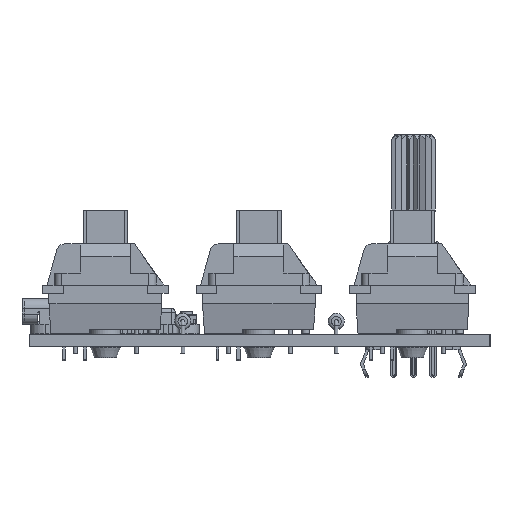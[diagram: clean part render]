
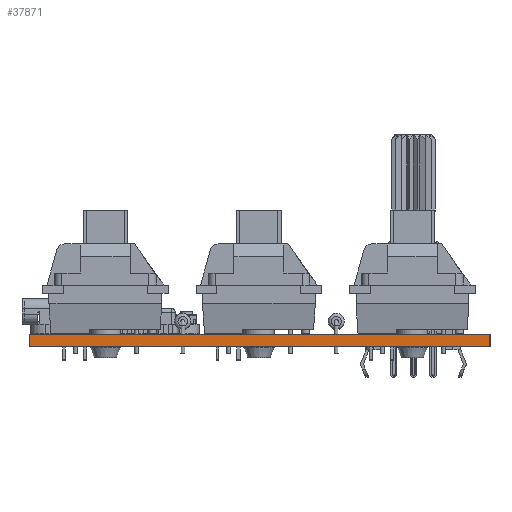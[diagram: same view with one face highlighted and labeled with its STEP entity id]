
A CAD part, left-side view. The second image highlights one B-rep face of the part: STEP entity #37871.
In plain terms, the highlighted planar face has unit normal (-1, 0, 0).
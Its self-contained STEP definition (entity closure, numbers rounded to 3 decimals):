
#3522=FACE_OUTER_BOUND('',#5661,.T.);
#5661=EDGE_LOOP('',(#26913,#26914,#26915,#26916));
#8496=LINE('',#59552,#12361);
#8501=LINE('',#59562,#12366);
#8502=LINE('',#59564,#12367);
#8503=LINE('',#59565,#12368);
#12361=VECTOR('',#45373,1.);
#12366=VECTOR('',#45382,1.);
#12367=VECTOR('',#45383,1.);
#12368=VECTOR('',#45384,1.);
#16144=VERTEX_POINT('',#59549);
#16145=VERTEX_POINT('',#59551);
#16148=VERTEX_POINT('',#59561);
#16149=VERTEX_POINT('',#59563);
#20151=EDGE_CURVE('',#16145,#16144,#8496,.T.);
#20156=EDGE_CURVE('',#16144,#16148,#8501,.T.);
#20157=EDGE_CURVE('',#16149,#16148,#8502,.T.);
#20158=EDGE_CURVE('',#16145,#16149,#8503,.T.);
#26913=ORIENTED_EDGE('',*,*,#20151,.T.);
#26914=ORIENTED_EDGE('',*,*,#20156,.T.);
#26915=ORIENTED_EDGE('',*,*,#20157,.F.);
#26916=ORIENTED_EDGE('',*,*,#20158,.F.);
#35287=PLANE('',#40556);
#37871=ADVANCED_FACE('',(#3522),#35287,.T.);
#40556=AXIS2_PLACEMENT_3D('',#59560,#45380,#45381);
#45373=DIRECTION('',(0.,0.,1.));
#45380=DIRECTION('center_axis',(-1.,0.,0.));
#45381=DIRECTION('ref_axis',(0.,1.,0.));
#45382=DIRECTION('',(0.,1.,0.));
#45383=DIRECTION('',(0.,0.,1.));
#45384=DIRECTION('',(0.,1.,0.));
#59549=CARTESIAN_POINT('',(147.638,-154.8,1.51));
#59551=CARTESIAN_POINT('',(147.638,-154.8,0.));
#59552=CARTESIAN_POINT('',(147.638,-154.8,0.));
#59560=CARTESIAN_POINT('Origin',(147.638,-154.8,0.));
#59561=CARTESIAN_POINT('',(147.638,-97.631,1.51));
#59562=CARTESIAN_POINT('',(147.638,-154.8,1.51));
#59563=CARTESIAN_POINT('',(147.638,-97.631,0.));
#59564=CARTESIAN_POINT('',(147.638,-97.631,0.));
#59565=CARTESIAN_POINT('',(147.638,-154.8,0.));
